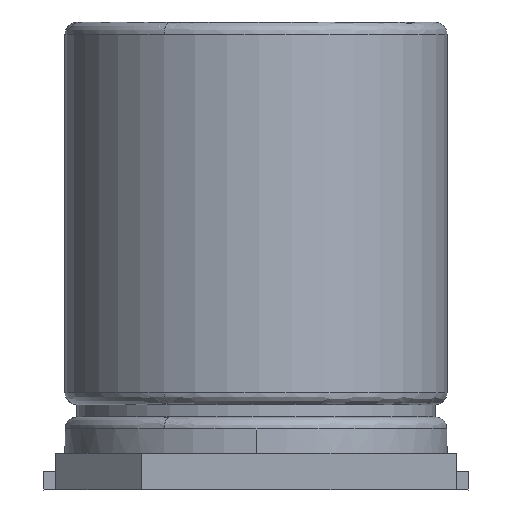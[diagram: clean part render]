
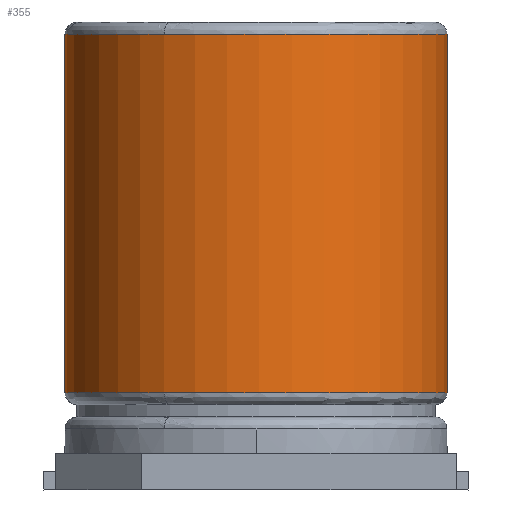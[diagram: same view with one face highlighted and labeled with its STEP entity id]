
A CAD part, front view. The second image highlights one B-rep face of the part: STEP entity #355.
In plain terms, the highlighted cylindrical face has radius 3.15 mm (diameter 6.3 mm), a partial arc.
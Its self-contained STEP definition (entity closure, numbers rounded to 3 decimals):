
#96 = VERTEX_POINT('',#97);
#97 = CARTESIAN_POINT('',(3.15,0.,1.6));
#134 = VERTEX_POINT('',#135);
#135 = CARTESIAN_POINT('',(-1.51,-2.764,1.6));
#142 = EDGE_CURVE('',#134,#96,#143,.T.);
#143 = CIRCLE('',#144,3.15);
#144 = AXIS2_PLACEMENT_3D('',#145,#146,#147);
#145 = CARTESIAN_POINT('',(0.,0.,1.6));
#146 = DIRECTION('',(0.,0.,1.));
#147 = DIRECTION('',(0.479,0.878,0.)
  );
#190 = VERTEX_POINT('',#191);
#191 = CARTESIAN_POINT('',(3.15,0.,7.5));
#198 = EDGE_CURVE('',#199,#190,#201,.T.);
#199 = VERTEX_POINT('',#200);
#200 = CARTESIAN_POINT('',(-1.51,-2.764,7.5));
#201 = CIRCLE('',#202,3.15);
#202 = AXIS2_PLACEMENT_3D('',#203,#204,#205);
#203 = CARTESIAN_POINT('',(0.,0.,7.5));
#204 = DIRECTION('',(0.,0.,1.));
#205 = DIRECTION('',(0.479,0.878,0.)
  );
#355 = ADVANCED_FACE('',(#356),#390,.T.);
#356 = FACE_BOUND('',#357,.T.);
#357 = EDGE_LOOP('',(#358,#367,#375,#382,#383,#389));
#358 = ORIENTED_EDGE('',*,*,#359,.F.);
#359 = EDGE_CURVE('',#360,#199,#362,.T.);
#360 = VERTEX_POINT('',#361);
#361 = CARTESIAN_POINT('',(-3.15,0.,7.5));
#362 = CIRCLE('',#363,3.15);
#363 = AXIS2_PLACEMENT_3D('',#364,#365,#366);
#364 = CARTESIAN_POINT('',(0.,0.,7.5));
#365 = DIRECTION('',(0.,0.,1.));
#366 = DIRECTION('',(0.479,0.878,0.)
  );
#367 = ORIENTED_EDGE('',*,*,#368,.T.);
#368 = EDGE_CURVE('',#360,#369,#371,.T.);
#369 = VERTEX_POINT('',#370);
#370 = CARTESIAN_POINT('',(-3.15,0.,1.6));
#371 = LINE('',#372,#373);
#372 = CARTESIAN_POINT('',(-3.15,0.,7.5));
#373 = VECTOR('',#374,1.);
#374 = DIRECTION('',(0.,0.,-1.));
#375 = ORIENTED_EDGE('',*,*,#376,.T.);
#376 = EDGE_CURVE('',#369,#134,#377,.T.);
#377 = CIRCLE('',#378,3.15);
#378 = AXIS2_PLACEMENT_3D('',#379,#380,#381);
#379 = CARTESIAN_POINT('',(0.,0.,1.6));
#380 = DIRECTION('',(0.,0.,1.));
#381 = DIRECTION('',(0.479,0.878,0.)
  );
#382 = ORIENTED_EDGE('',*,*,#142,.T.);
#383 = ORIENTED_EDGE('',*,*,#384,.F.);
#384 = EDGE_CURVE('',#190,#96,#385,.T.);
#385 = LINE('',#386,#387);
#386 = CARTESIAN_POINT('',(3.15,0.,7.5));
#387 = VECTOR('',#388,1.);
#388 = DIRECTION('',(0.,0.,-1.));
#389 = ORIENTED_EDGE('',*,*,#198,.F.);
#390 = CYLINDRICAL_SURFACE('',#391,3.15);
#391 = AXIS2_PLACEMENT_3D('',#392,#393,#394);
#392 = CARTESIAN_POINT('',(0.,0.,7.5)
  );
#393 = DIRECTION('',(0.,0.,-1.));
#394 = DIRECTION('',(1.,0.,0.));
